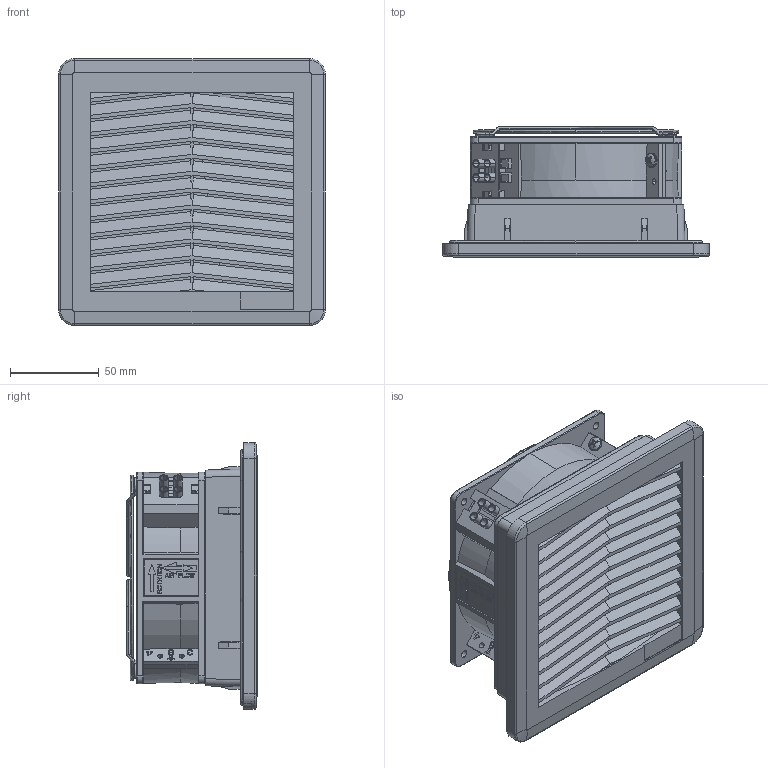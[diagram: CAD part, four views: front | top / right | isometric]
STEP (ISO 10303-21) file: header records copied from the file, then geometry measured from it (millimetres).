
FILE_DESCRIPTION((''),'2;1');
FILE_NAME('SCE-N12FA44','2013-09-12T',('alexcam'),(''),'PRO/ENGINEER BY PARAMETRIC TECHNOLOGY CORPORATION, 2010040','PRO/ENGINEER BY PARAMETRIC TECHNOLOGY CORPORATION, 2010040','');
FILE_SCHEMA(('AUTOMOTIVE_DESIGN_CC2 { 1 2 10303 214 -1 1 5 2 }'));
Products named in the file (1): SCE-N12FA44
Bounding box: 150 x 73.2 x 150 mm (x, y, z)
Volume: 55400.2 mm3; surface area: 222357.8 mm2
Topology: 15 solids, 38 shells, 2479 faces, 7082 edges, 4527 vertices
Faces by surface type: plane 1493, cylinder 561, torus 142, cone 112, bspline 106, sphere 55, extrusion 10
Entity records: 137752 total; most frequent: CARTESIAN_POINT 53748, ORIENTED_EDGE 13642, DIRECTION 11849, PRESENTATION_STYLE_ASSIGNMENT 7055, STYLED_ITEM 7054, CURVE_STYLE 7017, EDGE_CURVE 7017, VECTOR 4649
